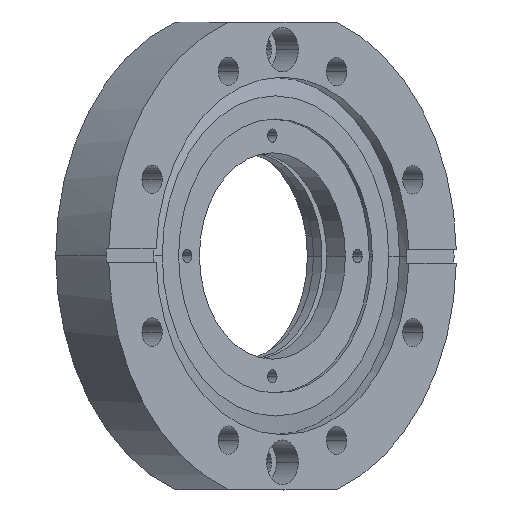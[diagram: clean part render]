
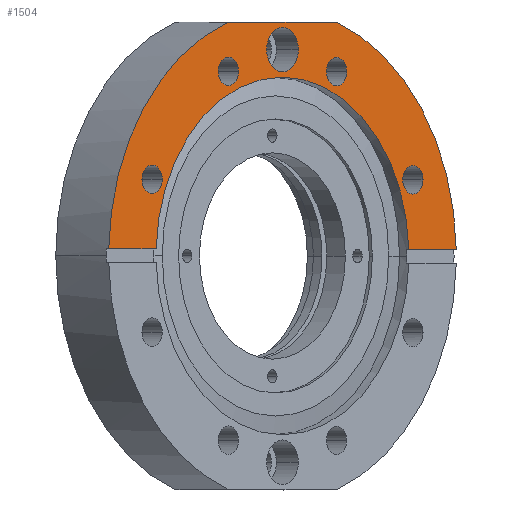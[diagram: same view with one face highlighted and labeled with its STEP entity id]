
A CAD part, top view. The second image highlights one B-rep face of the part: STEP entity #1504.
In plain terms, the highlighted planar face has unit normal (0.707, 0, 0.707).
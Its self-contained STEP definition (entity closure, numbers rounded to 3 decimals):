
#961=CARTESIAN_POINT('POINT74',(6.404,
   0.694,4.975));
#962=VERTEX_POINT('VERTEX74',#961);
#970=CARTESIAN_POINT('POINT75',(6.22,
   0.694,5.158));
#971=VERTEX_POINT('VERTEX75',#970);
#978=CARTESIAN_POINT('POS91',(6.312,
   0.694,5.066));
#979=DIRECTION('DIR146',(0.707,0.,
   0.707));
#980=DIRECTION('DIR147',(0.707,0.,
   -0.707));
#981=AXIS2_PLACEMENT_3D('AXIS56',#978,#979,#980);
#982=CIRCLE('ELLIPSE36',#981,0.13);
#983=EDGE_CURVE('EDGE104',#971,#962,#982,.T.);
#994=EDGE_CURVE('EDGE105',#962,#971,#982,.T.);
#1001=CARTESIAN_POINT('POINT76',(5.709,
   1.676,5.669));
#1002=VERTEX_POINT('VERTEX76',#1001);
#1010=CARTESIAN_POINT('POINT77',(5.525,
   1.676,5.853));
#1011=VERTEX_POINT('VERTEX77',#1010);
#1018=CARTESIAN_POINT('POS95',(5.617,
   1.676,5.761));
#1019=DIRECTION('DIR152',(0.707,0.,
   0.707));
#1020=DIRECTION('DIR153',(0.707,0.,
   -0.707));
#1021=AXIS2_PLACEMENT_3D('AXIS58',#1018,#1019,#1020);
#1022=CIRCLE('ELLIPSE37',#1021,0.13);
#1023=EDGE_CURVE('EDGE108',#1011,#1002,#1022,.T.);
#1034=EDGE_CURVE('EDGE109',#1002,#1011,#1022,.T.);
#1041=CARTESIAN_POINT('POINT78',(4.728,
   1.676,6.65));
#1042=VERTEX_POINT('VERTEX78',#1041);
#1050=CARTESIAN_POINT('POINT79',(4.544,
   1.676,6.834));
#1051=VERTEX_POINT('VERTEX79',#1050);
#1058=CARTESIAN_POINT('POS99',(4.636,
   1.676,6.742));
#1059=DIRECTION('DIR158',(0.707,0.,
   0.707));
#1060=DIRECTION('DIR159',(0.707,0.,
   -0.707));
#1061=AXIS2_PLACEMENT_3D('AXIS60',#1058,#1059,#1060);
#1062=CIRCLE('ELLIPSE38',#1061,0.13);
#1063=EDGE_CURVE('EDGE112',#1051,#1042,#1062,.T.);
#1074=EDGE_CURVE('EDGE113',#1042,#1051,#1062,.T.);
#1081=CARTESIAN_POINT('POINT80',(4.033,
   0.694,7.345));
#1082=VERTEX_POINT('VERTEX80',#1081);
#1090=CARTESIAN_POINT('POINT81',(3.85,
   0.694,7.529));
#1091=VERTEX_POINT('VERTEX81',#1090);
#1098=CARTESIAN_POINT('POS103',(3.941,
   0.694,7.437));
#1099=DIRECTION('DIR164',(0.707,0.,
   0.707));
#1100=DIRECTION('DIR165',(0.707,0.,
   -0.707));
#1101=AXIS2_PLACEMENT_3D('AXIS62',#1098,#1099,#1100);
#1102=CIRCLE('ELLIPSE39',#1101,0.13);
#1103=EDGE_CURVE('EDGE116',#1091,#1082,#1102,.T.);
#1114=EDGE_CURVE('EDGE117',#1082,#1091,#1102,.T.);
#1126=CARTESIAN_POINT('POINT83',(3.547,0.063,
   7.831));
#1127=VERTEX_POINT('VERTEX83',#1126);
#1134=CARTESIAN_POINT('POINT84',(4.639,2.125,
   6.739));
#1135=VERTEX_POINT('VERTEX84',#1134);
#1136=CARTESIAN_POINT('POS106',(5.127,0.,
   6.252));
#1137=DIRECTION('DIR169',(0.707,0.,
   0.707));
#1138=DIRECTION('DIR170',(-0.707,0.028,
   0.707));
#1139=AXIS2_PLACEMENT_3D('AXIS64',#1136,#1137,#1138);
#1140=CIRCLE('ELLIPSE40',#1139,2.234);
#1141=EDGE_CURVE('EDGE120',#1135,#1127,#1140,.T.);
#1153=CARTESIAN_POINT('POINT85',(5.614,2.125,
   5.764));
#1154=VERTEX_POINT('VERTEX85',#1153);
#1155=CARTESIAN_POINT('POS108',(5.614,2.125,
   5.764));
#1156=DIRECTION('DIR172',(0.707,0.,
   -0.707));
#1157=VECTOR('VEC44',#1156,1.);
#1158=LINE('STRAIGHT44',#1155,#1157);
#1159=EDGE_CURVE('EDGE122',#1135,#1154,#1158,.T.);
#1185=CARTESIAN_POINT('POINT86',(4.983,1.875,
   6.395));
#1186=VERTEX_POINT('VERTEX86',#1185);
#1193=CARTESIAN_POINT('POINT87',(5.27,1.875,
   6.108));
#1194=VERTEX_POINT('VERTEX87',#1193);
#1195=CARTESIAN_POINT('POS112',(5.127,1.875,
   6.252));
#1196=DIRECTION('DIR177',(-0.707,0.,
   -0.707));
#1197=DIRECTION('DIR178',(0.707,0.,
   -0.707));
#1198=AXIS2_PLACEMENT_3D('AXIS66',#1195,#1196,#1197);
#1199=CIRCLE('ELLIPSE41',#1198,0.203);
#1200=EDGE_CURVE('EDGE125',#1194,#1186,#1199,.T.);
#1220=EDGE_CURVE('EDGE127',#1186,#1194,#1199,.T.);
#1265=CARTESIAN_POINT('POINT91',(6.706,
   0.062,4.672));
#1266=VERTEX_POINT('VERTEX91',#1265);
#1267=CARTESIAN_POINT('POS119',(5.127,0.,
   6.252));
#1268=DIRECTION('DIR188',(0.707,0.,
   0.707));
#1269=DIRECTION('DIR189',(0.218,0.951,
   -0.218));
#1270=AXIS2_PLACEMENT_3D('AXIS70',#1267,#1268,#1269);
#1271=CIRCLE('ELLIPSE44',#1270,2.234);
#1272=EDGE_CURVE('EDGE132',#1266,#1154,#1271,.T.);
#1384=CARTESIAN_POINT('POS129',(5.127,0.,
   6.252));
#1385=DIRECTION('DIR203',(-0.707,0.,
   -0.707));
#1386=DIRECTION('DIR204',(0.707,0.,
   -0.707));
#1387=AXIS2_PLACEMENT_3D('AXIS75',#1384,#1385,#1386);
#1388=PLANE('PLANE10',#1387);
#1441=CARTESIAN_POINT('POINT101',(3.978,0.063,
   7.4));
#1442=VERTEX_POINT('VERTEX101',#1441);
#1449=CARTESIAN_POINT('POS136',(3.547,0.063,
   7.831));
#1450=DIRECTION('DIR213',(-0.707,0.,
   0.707));
#1451=VECTOR('VEC59',#1450,1.);
#1452=LINE('STRAIGHT59',#1449,#1451);
#1453=EDGE_CURVE('EDGE148',#1442,#1127,#1452,.T.);
#1463=ORIENTED_EDGE('COEDGE271',*,*,#1220,.T.);
#1464=ORIENTED_EDGE('COEDGE272',*,*,#1200,.T.);
#1465=EDGE_LOOP('NONE',(#1463,#1464));
#1466=FACE_BOUND('LOOP1',#1465,.T.);
#1467=ORIENTED_EDGE('COEDGE273',*,*,#1159,.F.);
#1468=ORIENTED_EDGE('COEDGE274',*,*,#1141,.T.);
#1469=ORIENTED_EDGE('COEDGE275',*,*,#1453,.F.);
#1470=CARTESIAN_POINT('POINT102',(6.275,0.063,
   5.103));
#1471=VERTEX_POINT('VERTEX102',#1470);
#1472=CARTESIAN_POINT('POS138',(5.127,0.,
   6.252));
#1473=DIRECTION('DIR216',(0.707,0.,
   0.707));
#1474=DIRECTION('DIR217',(-0.707,0.038,
   0.707));
#1475=AXIS2_PLACEMENT_3D('AXIS79',#1472,#1473,#1474);
#1476=CIRCLE('ELLIPSE48',#1475,1.625);
#1477=EDGE_CURVE('EDGE149',#1471,#1442,#1476,.T.);
#1478=ORIENTED_EDGE('COEDGE276',*,*,#1477,.F.);
#1479=CARTESIAN_POINT('POS139',(6.275,0.063,
   5.103));
#1480=DIRECTION('DIR218',(-0.707,0.,
   0.707));
#1481=VECTOR('VEC60',#1480,1.);
#1482=LINE('STRAIGHT60',#1479,#1481);
#1483=EDGE_CURVE('EDGE150',#1266,#1471,#1482,.T.);
#1484=ORIENTED_EDGE('COEDGE277',*,*,#1483,.F.);
#1485=ORIENTED_EDGE('COEDGE278',*,*,#1272,.T.);
#1486=EDGE_LOOP('NONE',(#1467,#1468,#1469,#1478,#1484,#1485));
#1487=FACE_BOUND('LOOP1',#1486,.T.);
#1488=ORIENTED_EDGE('COEDGE279',*,*,#1114,.F.);
#1489=ORIENTED_EDGE('COEDGE280',*,*,#1103,.F.);
#1490=EDGE_LOOP('NONE',(#1488,#1489));
#1491=FACE_BOUND('LOOP1',#1490,.T.);
#1492=ORIENTED_EDGE('COEDGE281',*,*,#1074,.F.);
#1493=ORIENTED_EDGE('COEDGE282',*,*,#1063,.F.);
#1494=EDGE_LOOP('NONE',(#1492,#1493));
#1495=FACE_BOUND('LOOP1',#1494,.T.);
#1496=ORIENTED_EDGE('COEDGE283',*,*,#1034,.F.);
#1497=ORIENTED_EDGE('COEDGE284',*,*,#1023,.F.);
#1498=EDGE_LOOP('NONE',(#1496,#1497));
#1499=FACE_BOUND('LOOP1',#1498,.T.);
#1500=ORIENTED_EDGE('COEDGE285',*,*,#994,.F.);
#1501=ORIENTED_EDGE('COEDGE286',*,*,#983,.F.);
#1502=EDGE_LOOP('NONE',(#1500,#1501));
#1503=FACE_BOUND('LOOP1',#1502,.T.);
#1504=ADVANCED_FACE('FACE57',(#1466,#1487,#1491,#1495,#1499,#1503),#1388
   ,.F.);
